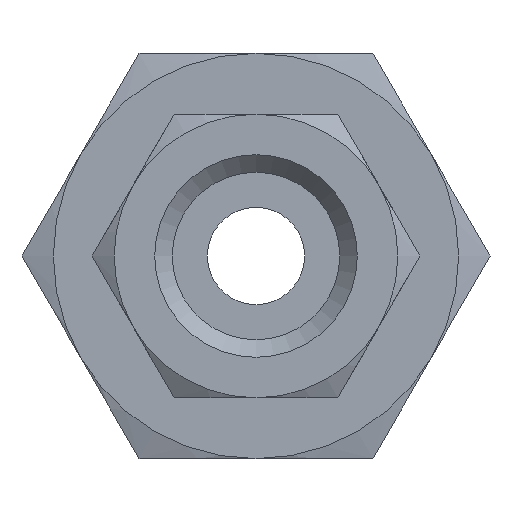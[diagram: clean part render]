
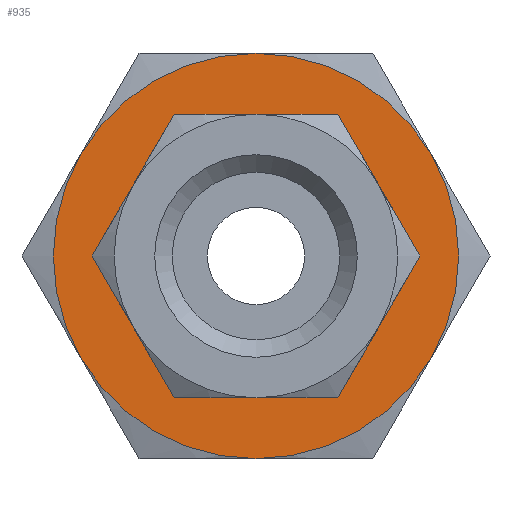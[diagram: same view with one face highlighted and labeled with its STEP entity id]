
A CAD part, left-side view. The second image highlights one B-rep face of the part: STEP entity #935.
In plain terms, the highlighted planar face has unit normal (-1, 0, 0).
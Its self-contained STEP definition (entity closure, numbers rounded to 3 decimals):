
#78=PLANE('',#1043);
#129=CIRCLE('',#1032,3.);
#130=CIRCLE('',#1034,5.);
#131=CIRCLE('',#1036,5.);
#132=CIRCLE('',#1038,5.);
#133=CIRCLE('',#1040,5.);
#134=CIRCLE('',#1042,5.);
#135=CIRCLE('',#1044,5.);
#279=ORIENTED_EDGE('',*,*,#498,.T.);
#280=ORIENTED_EDGE('',*,*,#499,.T.);
#281=ORIENTED_EDGE('',*,*,#503,.T.);
#282=ORIENTED_EDGE('',*,*,#504,.T.);
#283=ORIENTED_EDGE('',*,*,#502,.T.);
#284=ORIENTED_EDGE('',*,*,#501,.T.);
#285=ORIENTED_EDGE('',*,*,#500,.T.);
#498=EDGE_CURVE('',#615,#615,#129,.T.);
#499=EDGE_CURVE('',#609,#611,#130,.T.);
#500=EDGE_CURVE('',#607,#609,#131,.T.);
#501=EDGE_CURVE('',#605,#607,#132,.T.);
#502=EDGE_CURVE('',#602,#605,#133,.T.);
#503=EDGE_CURVE('',#611,#612,#134,.T.);
#504=EDGE_CURVE('',#612,#602,#135,.T.);
#602=VERTEX_POINT('',#1587);
#605=VERTEX_POINT('',#1601);
#607=VERTEX_POINT('',#1613);
#609=VERTEX_POINT('',#1625);
#611=VERTEX_POINT('',#1637);
#612=VERTEX_POINT('',#1647);
#615=VERTEX_POINT('',#1668);
#746=EDGE_LOOP('',(#279));
#747=EDGE_LOOP('',(#280,#281,#282,#283,#284,#285));
#830=FACE_BOUND('',#746,.T.);
#831=FACE_BOUND('',#747,.T.);
#935=ADVANCED_FACE('',(#830,#831),#78,.F.);
#1032=AXIS2_PLACEMENT_3D('',#1667,#1205,#1206);
#1034=AXIS2_PLACEMENT_3D('',#1670,#1209,#1210);
#1036=AXIS2_PLACEMENT_3D('',#1672,#1213,#1214);
#1038=AXIS2_PLACEMENT_3D('',#1674,#1217,#1218);
#1040=AXIS2_PLACEMENT_3D('',#1676,#1221,#1222);
#1042=AXIS2_PLACEMENT_3D('',#1678,#1225,#1226);
#1043=AXIS2_PLACEMENT_3D('',#1679,#1227,#1228);
#1044=AXIS2_PLACEMENT_3D('',#1680,#1229,#1230);
#1205=DIRECTION('',(1.,0.,0.));
#1206=DIRECTION('',(0.,0.,-1.));
#1209=DIRECTION('',(-1.,0.,0.));
#1210=DIRECTION('',(0.,0.,1.));
#1213=DIRECTION('',(-1.,0.,0.));
#1214=DIRECTION('',(0.,0.,1.));
#1217=DIRECTION('',(-1.,0.,0.));
#1218=DIRECTION('',(0.,0.,1.));
#1221=DIRECTION('',(-1.,0.,0.));
#1222=DIRECTION('',(0.,0.,1.));
#1225=DIRECTION('',(-1.,0.,0.));
#1226=DIRECTION('',(0.,0.,1.));
#1227=DIRECTION('',(1.,0.,0.));
#1228=DIRECTION('',(0.,0.,-1.));
#1229=DIRECTION('',(-1.,0.,0.));
#1230=DIRECTION('',(0.,0.,1.));
#1587=CARTESIAN_POINT('',(18.,0.,5.));
#1601=CARTESIAN_POINT('',(18.,4.33,2.5));
#1613=CARTESIAN_POINT('',(18.,4.33,-2.5));
#1625=CARTESIAN_POINT('',(18.,0.,-5.));
#1637=CARTESIAN_POINT('',(18.,-4.33,-2.5));
#1647=CARTESIAN_POINT('',(18.,-4.33,2.5));
#1667=CARTESIAN_POINT('',(18.,0.,0.));
#1668=CARTESIAN_POINT('',(18.,0.,-3.));
#1670=CARTESIAN_POINT('',(18.,0.,0.));
#1672=CARTESIAN_POINT('',(18.,0.,0.));
#1674=CARTESIAN_POINT('',(18.,0.,0.));
#1676=CARTESIAN_POINT('',(18.,0.,0.));
#1678=CARTESIAN_POINT('',(18.,0.,0.));
#1679=CARTESIAN_POINT('',(18.,-5.,0.));
#1680=CARTESIAN_POINT('',(18.,0.,0.));
